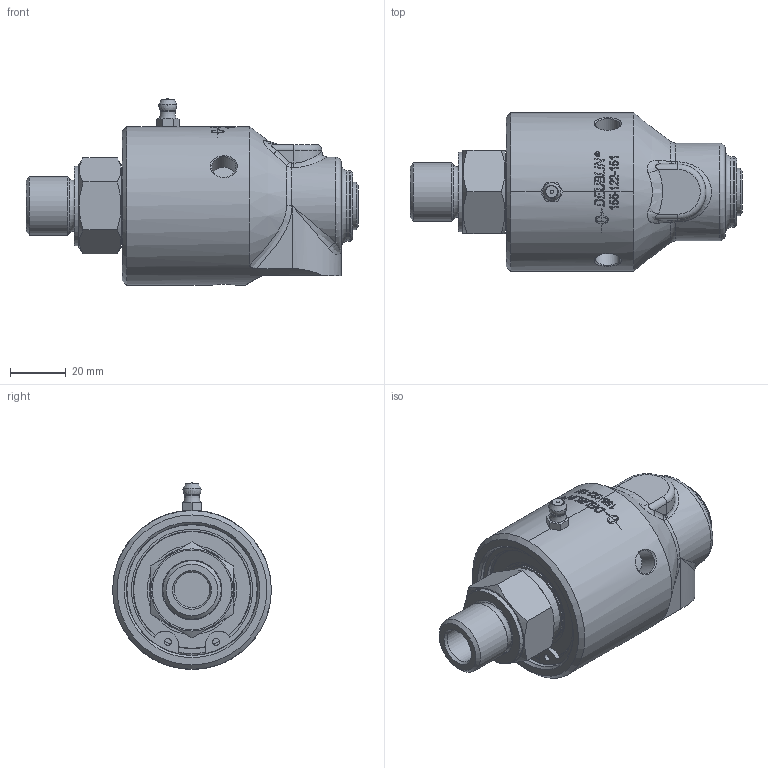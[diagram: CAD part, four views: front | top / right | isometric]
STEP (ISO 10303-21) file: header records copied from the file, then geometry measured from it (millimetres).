
FILE_DESCRIPTION(/* description */ (''),/* implementation_level */ '2;1');
FILE_NAME(/* name */ '155-122-151-IC.stp',/* time_stamp */ '2020-05-19T16:01:52-05:00',/* author */ ('Moorera'),/* organization */ (''),/* preprocessor_version */ 'ST-DEVELOPER v18.1',/* originating_system */ 'Autodesk Inventor 2020',/* authorisation */ '');
FILE_SCHEMA (('AUTOMOTIVE_DESIGN { 1 0 10303 214 3 1 1 }'));
Length unit declared in the file: millimetre
Products named in the file (1): 155-122-151-IC
Bounding box: 119.16 x 57 x 67 mm (x, y, z)
Volume: 173210.6 mm3; surface area: 27025.5 mm2
Topology: 1 solids, 8 shells, 444 faces, 1179 edges, 781 vertices
Faces by surface type: plane 210, bspline 111, cylinder 81, cone 24, torus 16, sphere 2
Full cylindrical faces by diameter (mm): 2.48 x2, 3 x1, 3.12 x2, 8.6 x3, 12.7 x1, 18.631 x1, 19.05 x1, 20.955 x1, 21.4 x1, 25.4 x1, 27.8 x1, 28.6 x1, 32.1 x1, 41.9 x1, 42.2 x1, 47 x1, 47.07 x1, 50.75 x1
Entity records: 18293 total; most frequent: CARTESIAN_POINT 7426, ORIENTED_EDGE 2342, DIRECTION 2018, EDGE_CURVE 1171, AXIS2_PLACEMENT_3D 792, VERTEX_POINT 781, EDGE_LOOP 494, FACE_OUTER_BOUND 444
